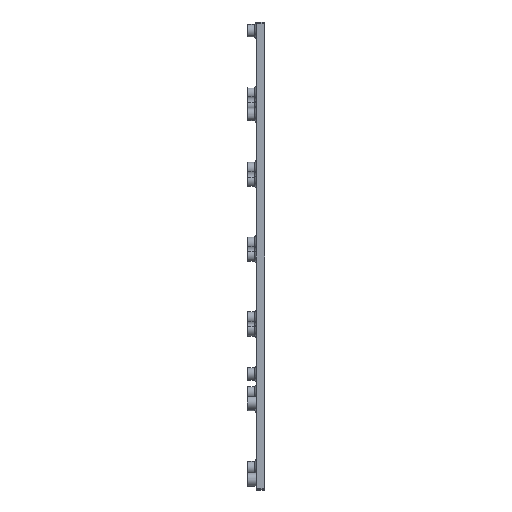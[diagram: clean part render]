
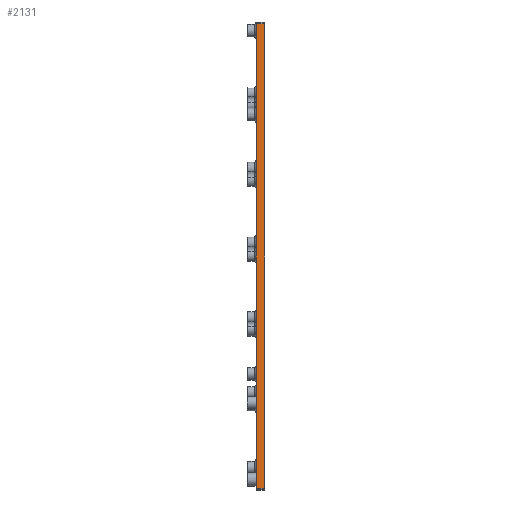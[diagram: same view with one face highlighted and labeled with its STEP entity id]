
A CAD part, left-side view. The second image highlights one B-rep face of the part: STEP entity #2131.
In plain terms, the highlighted planar face has unit normal (-1, 0, 0).
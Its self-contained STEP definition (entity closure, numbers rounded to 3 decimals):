
#384 = DIRECTION ( 'NONE',  ( 0., 0., 1. ) ) ;
#1214 = PLANE ( 'NONE',  #14342 ) ;
#1318 = VERTEX_POINT ( 'NONE', #6566 ) ;
#1619 = ORIENTED_EDGE ( 'NONE', *, *, #5726, .T. ) ;
#2080 = VERTEX_POINT ( 'NONE', #10138 ) ;
#2131 = ADVANCED_FACE ( 'NONE', ( #7668 ), #1214, .F. ) ;
#2153 = LINE ( 'NONE', #4785, #3882 ) ;
#2430 = CARTESIAN_POINT ( 'NONE',  ( -110., 4.8, -175. ) ) ;
#3040 = VECTOR ( 'NONE', #5152, 1000. ) ;
#3368 = CARTESIAN_POINT ( 'NONE',  ( -110., 0.2, 92.15 ) ) ;
#3757 = DIRECTION ( 'NONE',  ( 1., 0., 0. ) ) ;
#3817 = DIRECTION ( 'NONE',  ( 0., 1., 0. ) ) ;
#3877 = EDGE_CURVE ( 'NONE', #15837, #1318, #10597, .T. ) ;
#3882 = VECTOR ( 'NONE', #10176, 1000. ) ;
#4785 = CARTESIAN_POINT ( 'NONE',  ( -110., 0., -175. ) ) ;
#5152 = DIRECTION ( 'NONE',  ( 0., 0., -1. ) ) ;
#5726 = EDGE_CURVE ( 'NONE', #1318, #16845, #8092, .T. ) ;
#6566 = CARTESIAN_POINT ( 'NONE',  ( -110., 4.8, 92.15 ) ) ;
#7668 = FACE_OUTER_BOUND ( 'NONE', #10723, .T. ) ;
#8092 = LINE ( 'NONE', #2430, #3040 ) ;
#8517 = ORIENTED_EDGE ( 'NONE', *, *, #3877, .T. ) ;
#9587 = ORIENTED_EDGE ( 'NONE', *, *, #11180, .T. ) ;
#10138 = CARTESIAN_POINT ( 'NONE',  ( -110., 0.2, -175. ) ) ;
#10176 = DIRECTION ( 'NONE',  ( 0., -1., 0. ) ) ;
#10597 = LINE ( 'NONE', #15928, #14959 ) ;
#10623 = CARTESIAN_POINT ( 'NONE',  ( -110., 5., 185. ) ) ;
#10723 = EDGE_LOOP ( 'NONE', ( #9587, #15150, #8517, #1619 ) ) ;
#10739 = EDGE_CURVE ( 'NONE', #2080, #15837, #16186, .T. ) ;
#11180 = EDGE_CURVE ( 'NONE', #16845, #2080, #2153, .T. ) ;
#12348 = CARTESIAN_POINT ( 'NONE',  ( -110., 0.2, 185. ) ) ;
#12483 = VECTOR ( 'NONE', #384, 1000. ) ;
#12536 = CARTESIAN_POINT ( 'NONE',  ( -110., 4.8, -175. ) ) ;
#13340 = DIRECTION ( 'NONE',  ( 0., 0., -1. ) ) ;
#14342 = AXIS2_PLACEMENT_3D ( 'NONE', #10623, #3757, #13340 ) ;
#14959 = VECTOR ( 'NONE', #3817, 1000. ) ;
#15150 = ORIENTED_EDGE ( 'NONE', *, *, #10739, .T. ) ;
#15837 = VERTEX_POINT ( 'NONE', #3368 ) ;
#15928 = CARTESIAN_POINT ( 'NONE',  ( -110., 5., 92.15 ) ) ;
#16186 = LINE ( 'NONE', #12348, #12483 ) ;
#16845 = VERTEX_POINT ( 'NONE', #12536 ) ;
